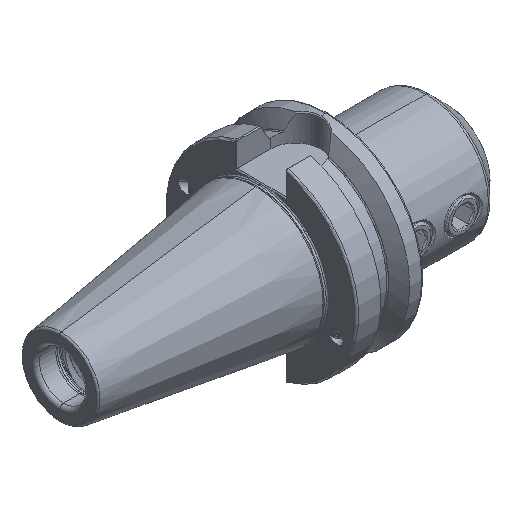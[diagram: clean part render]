
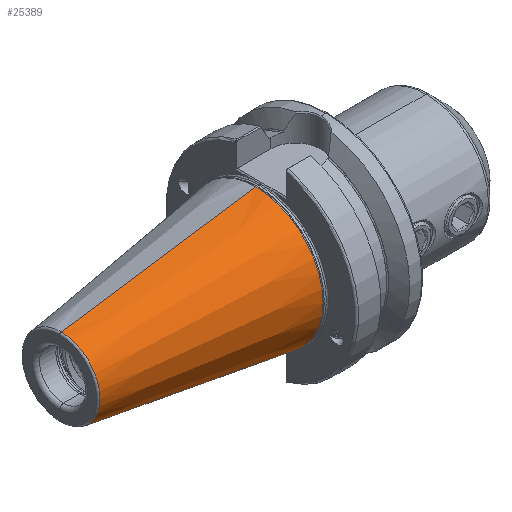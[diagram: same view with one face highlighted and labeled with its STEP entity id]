
A CAD part, isometric view. The second image highlights one B-rep face of the part: STEP entity #25389.
In plain terms, the highlighted conical face has half-angle 8.297 degrees and reference radius 34.998 mm.
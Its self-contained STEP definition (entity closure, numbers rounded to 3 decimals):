
#3952 = VERTEX_POINT ( 'NONE', #25252 ) ;
#3957 = VERTEX_POINT ( 'NONE', #25241 ) ;
#3965 = VERTEX_POINT ( 'NONE', #25198 ) ;
#4009 = VERTEX_POINT ( 'NONE', #25258 ) ;
#5077 = DIRECTION ( 'NONE',  ( 1., 0., 0. ) ) ;
#5095 = CARTESIAN_POINT ( 'NONE',  ( -2.5, 0., 0. ) ) ;
#5101 = DIRECTION ( 'NONE',  ( 0., 0., -1. ) ) ;
#7973 = EDGE_LOOP ( 'NONE', ( #8230, #8289, #8263, #8326 ) ) ;
#8230 = ORIENTED_EDGE ( 'NONE', *, *, #18829, .F. ) ;
#8263 = ORIENTED_EDGE ( 'NONE', *, *, #18851, .T. ) ;
#8289 = ORIENTED_EDGE ( 'NONE', *, *, #19031, .T. ) ;
#8326 = ORIENTED_EDGE ( 'NONE', *, *, #19010, .F. ) ;
#10151 = AXIS2_PLACEMENT_3D ( 'NONE', #5095, #5077, #5101 ) ;
#10273 = AXIS2_PLACEMENT_3D ( 'NONE', #22274, #22289, #22284 ) ;
#10275 = AXIS2_PLACEMENT_3D ( 'NONE', #22068, #22069, #22023 ) ;
#12977 = VECTOR ( 'NONE', #24438, 1000. ) ;
#13015 = LINE ( 'NONE', #24437, #12977 ) ;
#13129 = CIRCLE ( 'NONE', #10273, 34.998 ) ;
#13138 = CIRCLE ( 'NONE', #10275, 20.204 ) ;
#13320 = CONICAL_SURFACE ( 'NONE', #10151, 34.998, 0.145 ) ;
#13321 = FACE_OUTER_BOUND ( 'NONE', #7973, .T. ) ;
#13863 = LINE ( 'NONE', #24380, #13869 ) ;
#13869 = VECTOR ( 'NONE', #24350, 1000. ) ;
#18829 = EDGE_CURVE ( 'NONE', #3952, #3957, #13863, .T. ) ;
#18851 = EDGE_CURVE ( 'NONE', #3965, #4009, #13015, .T. ) ;
#19010 = EDGE_CURVE ( 'NONE', #3957, #4009, #13129, .T. ) ;
#19031 = EDGE_CURVE ( 'NONE', #3952, #3965, #13138, .T. ) ;
#22023 = DIRECTION ( 'NONE',  ( 0., 0., -1. ) ) ;
#22068 = CARTESIAN_POINT ( 'NONE',  ( -103.944, 0., 0. ) ) ;
#22069 = DIRECTION ( 'NONE',  ( 1., 0., 0. ) ) ;
#22274 = CARTESIAN_POINT ( 'NONE',  ( -2.5, 0., 0. ) ) ;
#22284 = DIRECTION ( 'NONE',  ( 0., 0., -1. ) ) ;
#22289 = DIRECTION ( 'NONE',  ( 1., 0., 0. ) ) ;
#24350 = DIRECTION ( 'NONE',  ( 0.99, 0., 0.144 ) ) ;
#24380 = CARTESIAN_POINT ( 'NONE',  ( -2.5, 0., 34.998 ) ) ;
#24437 = CARTESIAN_POINT ( 'NONE',  ( -2.5, 0., -34.998 ) ) ;
#24438 = DIRECTION ( 'NONE',  ( 0.99, 0., -0.144 ) ) ;
#25198 = CARTESIAN_POINT ( 'NONE',  ( -103.944, 0., -20.204 ) ) ;
#25241 = CARTESIAN_POINT ( 'NONE',  ( -2.5, 0., 34.998 ) ) ;
#25252 = CARTESIAN_POINT ( 'NONE',  ( -103.944, 0., 20.204 ) ) ;
#25258 = CARTESIAN_POINT ( 'NONE',  ( -2.5, 0., -34.998 ) ) ;
#25389 = ADVANCED_FACE ( 'NONE', ( #13321 ), #13320, .T. ) ;
